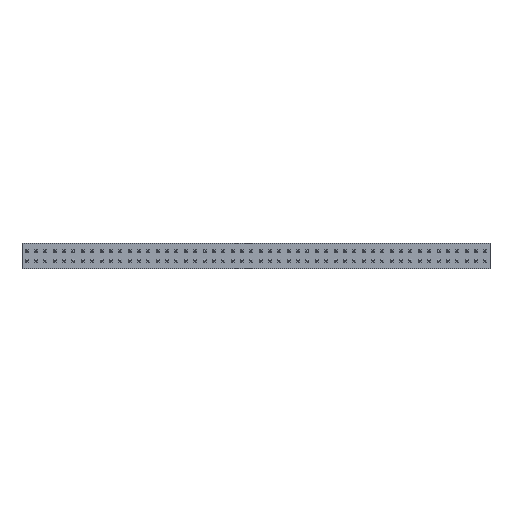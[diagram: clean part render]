
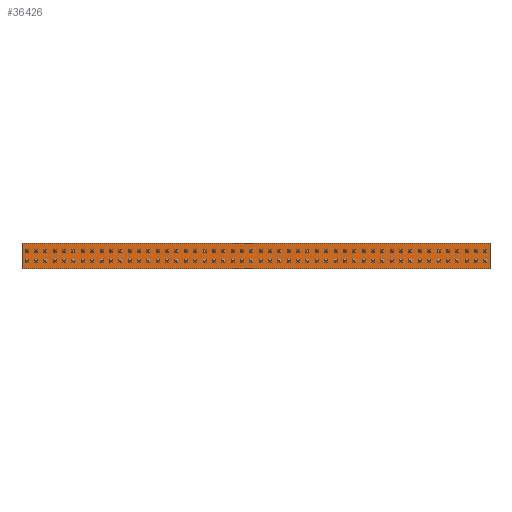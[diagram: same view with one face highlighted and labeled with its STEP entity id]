
A CAD part, top view. The second image highlights one B-rep face of the part: STEP entity #36426.
In plain terms, the highlighted face is planar.
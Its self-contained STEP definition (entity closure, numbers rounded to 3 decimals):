
#36294 = EDGE_CURVE('',#36295,#36297,#36299,.T.);
#36295 = VERTEX_POINT('',#36296);
#36296 = CARTESIAN_POINT('',(-31.75,1.778,-1.715));
#36297 = VERTEX_POINT('',#36298);
#36298 = CARTESIAN_POINT('',(-31.75,1.778,1.715));
#36299 = LINE('',#36300,#36301);
#36300 = CARTESIAN_POINT('',(-31.75,1.778,-1.715));
#36301 = VECTOR('',#36302,1.);
#36302 = DIRECTION('',(0.,0.,1.));
#36334 = EDGE_CURVE('',#36297,#36335,#36337,.T.);
#36335 = VERTEX_POINT('',#36336);
#36336 = CARTESIAN_POINT('',(31.75,1.778,1.715));
#36337 = LINE('',#36338,#36339);
#36338 = CARTESIAN_POINT('',(-31.75,1.778,1.715));
#36339 = VECTOR('',#36340,1.);
#36340 = DIRECTION('',(1.,0.,0.));
#36365 = EDGE_CURVE('',#36335,#36366,#36368,.T.);
#36366 = VERTEX_POINT('',#36367);
#36367 = CARTESIAN_POINT('',(31.75,1.778,-1.715));
#36368 = LINE('',#36369,#36370);
#36369 = CARTESIAN_POINT('',(31.75,1.778,1.715));
#36370 = VECTOR('',#36371,1.);
#36371 = DIRECTION('',(0.,0.,-1.));
#36396 = EDGE_CURVE('',#36366,#36295,#36397,.T.);
#36397 = LINE('',#36398,#36399);
#36398 = CARTESIAN_POINT('',(31.75,1.778,-1.715));
#36399 = VECTOR('',#36400,1.);
#36400 = DIRECTION('',(-1.,0.,0.));
#36426 = ADVANCED_FACE('',(#36427),#36433,.T.);
#36427 = FACE_BOUND('',#36428,.T.);
#36428 = EDGE_LOOP('',(#36429,#36430,#36431,#36432));
#36429 = ORIENTED_EDGE('',*,*,#36294,.T.);
#36430 = ORIENTED_EDGE('',*,*,#36334,.T.);
#36431 = ORIENTED_EDGE('',*,*,#36365,.T.);
#36432 = ORIENTED_EDGE('',*,*,#36396,.T.);
#36433 = PLANE('',#36434);
#36434 = AXIS2_PLACEMENT_3D('',#36435,#36436,#36437);
#36435 = CARTESIAN_POINT('',(0.,1.778,0.));
#36436 = DIRECTION('',(0.,1.,0.));
#36437 = DIRECTION('',(0.,-0.,1.));
